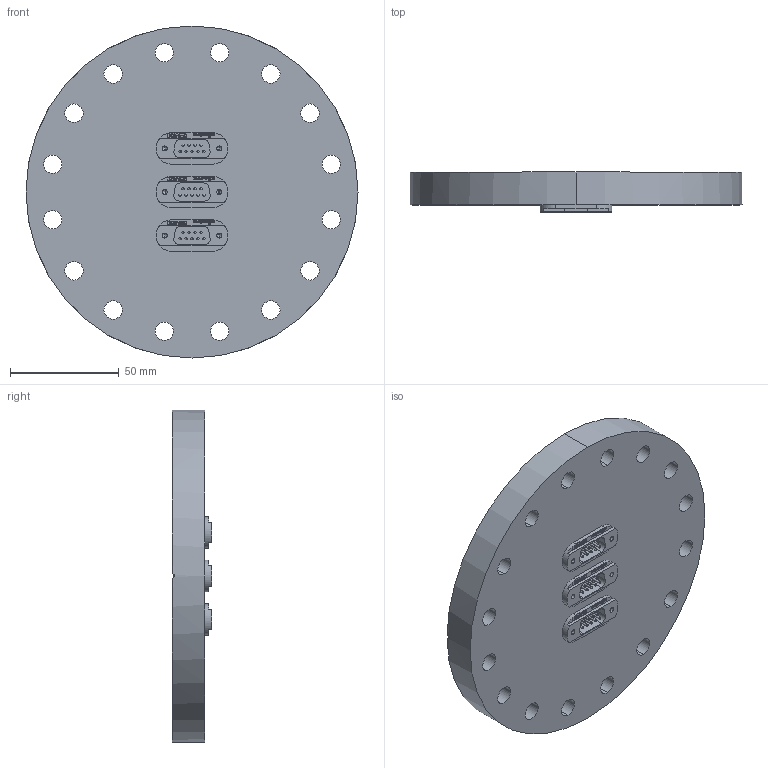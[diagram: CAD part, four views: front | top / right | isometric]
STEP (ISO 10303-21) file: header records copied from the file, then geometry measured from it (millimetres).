
FILE_DESCRIPTION (( 'STEP AP214' ), '1' );
FILE_NAME ('210-D09-C100-3.STEP', '2016-06-15T13:48:54', ( 'allectra' ), ( 'Microsoft' ), 'SwSTEP 2.0', 'SolidWorks 2014', '' );
FILE_SCHEMA (( 'AUTOMOTIVE_DESIGN' ));
Length unit declared in the file: millimetre
Products named in the file (36): 9210-PIN-FENI; 9218-D9-37-SS; 210-D09-C100-3; 9210-D09-C100-3_CF100; 218-D9-37-SS_218-D09-SS; 9210-PIN-FENI_Pin vergoldet; 9218-D9-37-SS_9pin 1mm beschr.; 9210-D09-C100-3
Assembly tree (14 placements, depth 3):
  9210-PIN-FENI
  9210-PIN-FENI
  9210-PIN-FENI
  9210-PIN-FENI
  9218-D9-37-SS
Bounding box: 152.4 x 18.2 x 152.4 mm (x, y, z)
Volume: 243574.2 mm3; surface area: 60779.8 mm2
Topology: 31 solids, 31 shells, 949 faces, 2603 edges, 1710 vertices
Faces by surface type: plane 442, cylinder 344, bspline 81, sphere 54, cone 28
Entity records: 12570 total; most frequent: CARTESIAN_POINT 3616, ORIENTED_EDGE 1734, DIRECTION 1703, EDGE_CURVE 867, AXIS2_PLACEMENT_3D 579, VERTEX_POINT 574, VECTOR 545, LINE 545
